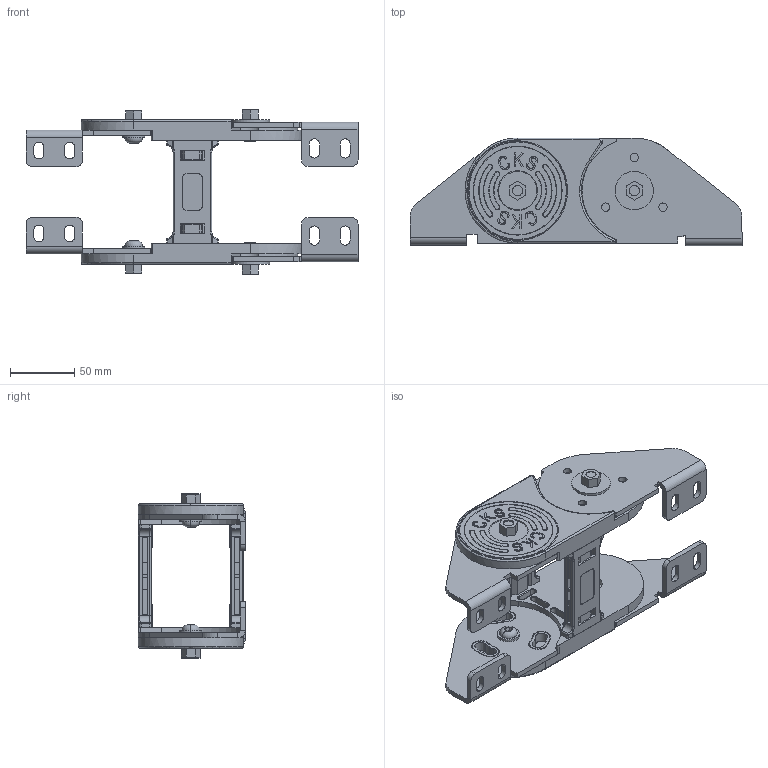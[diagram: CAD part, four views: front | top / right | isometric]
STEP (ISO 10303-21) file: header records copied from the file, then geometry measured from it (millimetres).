
FILE_DESCRIPTION (( 'STEP AP214' ), '1' );
FILE_NAME ('CK60-A080-METAL AYAK.STEP', '2019-09-18T14:45:57', ( '' ), ( '' ), 'SwSTEP 2.0', 'SolidWorks 2017', '' );
FILE_SCHEMA (( 'AUTOMOTIVE_DESIGN' ));
Length unit declared in the file: millimetre
Products named in the file (1): CK60-A080-METAL AYAK
Bounding box: 259 x 84.01 x 128.53 mm (x, y, z)
Volume: 364299.6 mm3; surface area: 199346.2 mm2
Topology: 24 solids, 24 shells, 1362 faces, 3466 edges, 2228 vertices
Faces by surface type: plane 626, cylinder 470, bspline 206, torus 44, sphere 16
Entity records: 50821 total; most frequent: CARTESIAN_POINT 18897, ORIENTED_EDGE 6908, DIRECTION 6172, EDGE_CURVE 3454, VERTEX_POINT 2228, AXIS2_PLACEMENT_3D 2123, VECTOR 1926, LINE 1926
